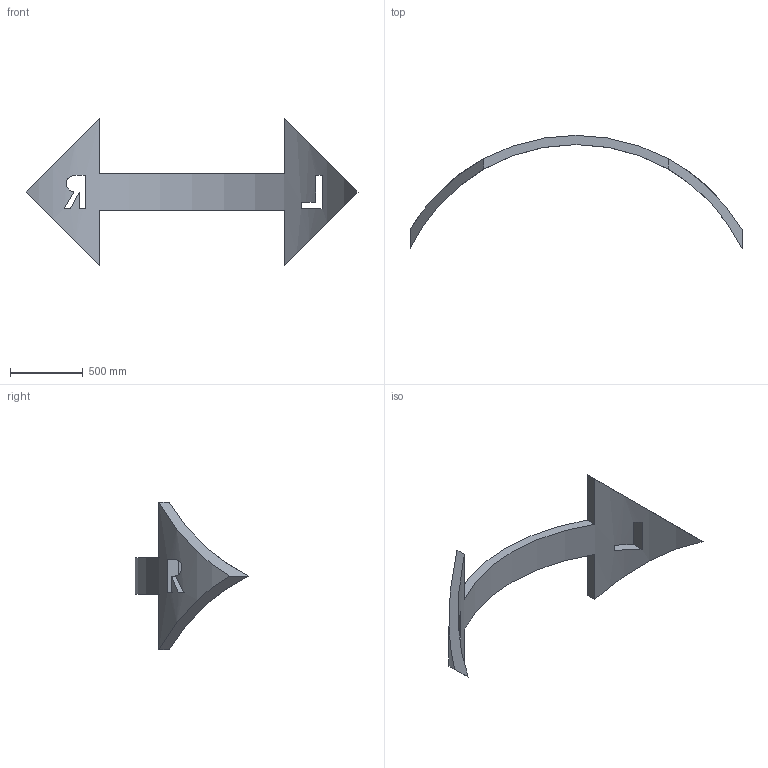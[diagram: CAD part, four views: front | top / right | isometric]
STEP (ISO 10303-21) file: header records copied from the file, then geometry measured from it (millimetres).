
FILE_DESCRIPTION((''),'2;1');
FILE_NAME('PFEILE','2019-11-29T14:56:56',('i00110392'),(''),'CREO PARAMETRIC BY PTC INC, 2017380','CREO PARAMETRIC BY PTC INC, 2017380','');
FILE_SCHEMA(('CONFIG_CONTROL_DESIGN'));
Length unit declared in the file: inch
Products named in the file (1): PFEILE
Bounding box: 2286 x 779.92 x 1016 mm (x, y, z)
Volume: 61064298.6 mm3; surface area: 2605663.9 mm2
Topology: 1 solids, 1 shells, 26 faces, 72 edges, 48 vertices
Faces by surface type: plane 23, cylinder 3
Entity records: 928 total; most frequent: CARTESIAN_POINT 222, ORIENTED_EDGE 144, DIRECTION 126, EDGE_CURVE 72, VERTEX_POINT 48, VECTOR 42, LINE 42, AXIS2_PLACEMENT_3D 42
